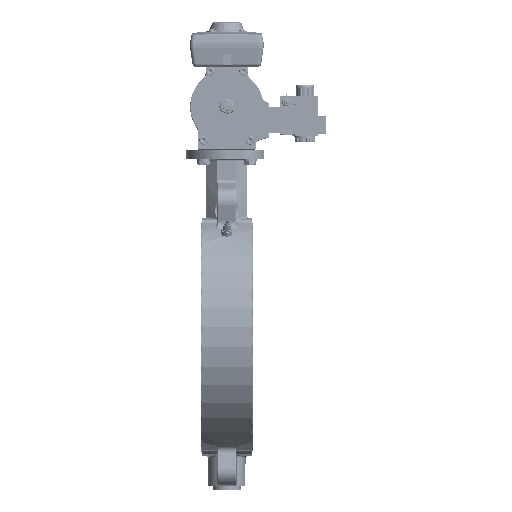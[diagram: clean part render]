
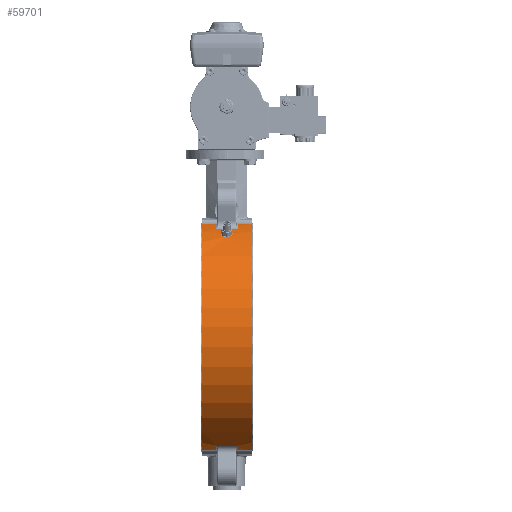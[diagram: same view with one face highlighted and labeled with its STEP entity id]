
A CAD part, left-side view. The second image highlights one B-rep face of the part: STEP entity #59701.
In plain terms, the highlighted cylindrical face has radius 185 mm (diameter 370 mm), a partial arc.
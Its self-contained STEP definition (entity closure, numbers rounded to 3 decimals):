
#59535=CARTESIAN_POINT('',(-92.5,9.,160.215));
#59536=VERTEX_POINT('',#59535);
#59537=CARTESIAN_POINT('',(-92.5,-9.,160.215));
#59538=VERTEX_POINT('',#59537);
#59539=CARTESIAN_POINT('',(-92.5,9.,160.215));
#59540=CARTESIAN_POINT('',(-91.521,9.,160.78));
#59541=CARTESIAN_POINT('',(-90.471,8.774,161.373));
#59542=CARTESIAN_POINT('',(-88.531,7.856,162.446));
#59543=CARTESIAN_POINT('',(-87.64,7.163,162.926));
#59544=CARTESIAN_POINT('',(-86.228,5.565,163.678));
#59545=CARTESIAN_POINT('',(-85.614,4.553,163.998));
#59546=CARTESIAN_POINT('',(-84.798,2.336,164.422));
#59547=CARTESIAN_POINT('',(-84.596,1.13,164.525));
#59548=CARTESIAN_POINT('',(-84.596,0.,164.525));
#59549=CARTESIAN_POINT('',(-84.596,-1.13,164.525));
#59550=CARTESIAN_POINT('',(-84.798,-2.336,164.422));
#59551=CARTESIAN_POINT('',(-85.614,-4.553,163.998));
#59552=CARTESIAN_POINT('',(-86.228,-5.565,163.678));
#59553=CARTESIAN_POINT('',(-87.64,-7.163,162.926));
#59554=CARTESIAN_POINT('',(-88.531,-7.856,162.446));
#59555=CARTESIAN_POINT('',(-90.471,-8.774,161.373));
#59556=CARTESIAN_POINT('',(-91.521,-9.,160.78));
#59557=CARTESIAN_POINT('',(-92.5,-9.,160.215));
#59558=B_SPLINE_CURVE_WITH_KNOTS('',3,(#59539,#59540,#59541,#59542,#59543,#59544,#59545,#59546,#59547,#59548,#59549,#59550,#59551,#59552,#59553,#59554,#59555,#59556,#59557),.UNSPECIFIED.,.F.,.U.,(4,2,2,2,3,2,2,2,4),(4.069,4.408,4.747,5.086,5.425,5.764,6.103,6.442,6.782),.UNSPECIFIED.);
#59559=EDGE_CURVE('',#59536,#59538,#59558,.T.);
#59561=CARTESIAN_POINT('',(-92.5,-9.,160.215));
#59562=CARTESIAN_POINT('',(-93.479,-9.,159.65));
#59563=CARTESIAN_POINT('',(-94.517,-8.774,159.037));
#59564=CARTESIAN_POINT('',(-96.417,-7.856,157.893));
#59565=CARTESIAN_POINT('',(-97.278,-7.163,157.361));
#59566=CARTESIAN_POINT('',(-98.635,-5.565,156.515));
#59567=CARTESIAN_POINT('',(-99.22,-4.553,156.143));
#59568=CARTESIAN_POINT('',(-99.995,-2.336,155.648));
#59569=CARTESIAN_POINT('',(-100.185,-1.13,155.525));
#59570=CARTESIAN_POINT('',(-100.185,1.13,155.525));
#59571=CARTESIAN_POINT('',(-99.995,2.336,155.648));
#59572=CARTESIAN_POINT('',(-99.22,4.553,156.143));
#59573=CARTESIAN_POINT('',(-98.635,5.565,156.515));
#59574=CARTESIAN_POINT('',(-97.278,7.163,157.361));
#59575=CARTESIAN_POINT('',(-96.417,7.856,157.893));
#59576=CARTESIAN_POINT('',(-94.517,8.774,159.037));
#59577=CARTESIAN_POINT('',(-93.479,9.,159.65));
#59578=CARTESIAN_POINT('',(-92.5,9.,160.215));
#59579=B_SPLINE_CURVE_WITH_KNOTS('',3,(#59561,#59562,#59563,#59564,#59565,#59566,#59567,#59568,#59569,#59570,#59571,#59572,#59573,#59574,#59575,#59576,#59577,#59578),.UNSPECIFIED.,.F.,.U.,(4,2,2,2,2,2,2,2,4),(1.356,1.695,2.034,2.374,2.713,3.052,3.391,3.73,4.069),.UNSPECIFIED.);
#59580=EDGE_CURVE('',#59538,#59536,#59579,.T.);
#59588=CARTESIAN_POINT('',(0.,20.25,0.));
#59589=DIRECTION('',(0.,-1.0,0.));
#59590=DIRECTION('',(1.0,0.0,0.0));
#59591=AXIS2_PLACEMENT_3D('',#59588,#59589,#59590);
#59592=CYLINDRICAL_SURFACE('',#59591,185.0);
#59593=CARTESIAN_POINT('',(-58.218,39.,175.601));
#59594=VERTEX_POINT('',#59593);
#59595=CARTESIAN_POINT('',(-58.218,39.,-175.601));
#59596=VERTEX_POINT('',#59595);
#59597=CARTESIAN_POINT('',(0.,39.,0.));
#59598=DIRECTION('',(0.0,-1.0,0.0));
#59599=DIRECTION('',(1.0,0.0,0.0));
#59600=AXIS2_PLACEMENT_3D('',#59597,#59598,#59599);
#59601=CIRCLE('',#59600,185.0);
#59602=EDGE_CURVE('',#59594,#59596,#59601,.T.);
#59603=ORIENTED_EDGE('',*,*,#59602,.T.);
#59604=CARTESIAN_POINT('',(-58.218,17.,-175.601));
#59605=VERTEX_POINT('',#59604);
#59606=CARTESIAN_POINT('',(-58.218,39.,-175.601));
#59607=DIRECTION('',(0.0,-1.0,0.0));
#59608=VECTOR('',#59607,22.);
#59609=LINE('',#59606,#59608);
#59610=EDGE_CURVE('',#59596,#59605,#59609,.T.);
#59611=ORIENTED_EDGE('',*,*,#59610,.T.);
#59612=CARTESIAN_POINT('',(-77.432,17.,-168.016));
#59613=VERTEX_POINT('',#59612);
#59614=CARTESIAN_POINT('',(0.,17.0,0.));
#59615=DIRECTION('',(0.0,-1.0,0.0));
#59616=DIRECTION('',(1.0,0.0,0.0));
#59617=AXIS2_PLACEMENT_3D('',#59614,#59615,#59616);
#59618=CIRCLE('',#59617,185.0);
#59619=EDGE_CURVE('',#59613,#59605,#59618,.T.);
#59620=ORIENTED_EDGE('',*,*,#59619,.F.);
#59621=CARTESIAN_POINT('',(-77.432,-17.,-168.016));
#59622=VERTEX_POINT('',#59621);
#59623=CARTESIAN_POINT('',(-77.432,-17.,-168.016));
#59624=DIRECTION('',(0.0,1.0,0.0));
#59625=VECTOR('',#59624,34.0);
#59626=LINE('',#59623,#59625);
#59627=EDGE_CURVE('',#59622,#59613,#59626,.T.);
#59628=ORIENTED_EDGE('',*,*,#59627,.F.);
#59629=CARTESIAN_POINT('',(-58.218,-17.,-175.601));
#59630=VERTEX_POINT('',#59629);
#59631=CARTESIAN_POINT('',(0.,-17.,0.));
#59632=DIRECTION('',(0.0,-1.0,0.0));
#59633=DIRECTION('',(1.0,0.0,0.0));
#59634=AXIS2_PLACEMENT_3D('',#59631,#59632,#59633);
#59635=CIRCLE('',#59634,185.0);
#59636=EDGE_CURVE('',#59622,#59630,#59635,.T.);
#59637=ORIENTED_EDGE('',*,*,#59636,.T.);
#59638=CARTESIAN_POINT('',(-58.218,-39.,-175.601));
#59639=VERTEX_POINT('',#59638);
#59640=CARTESIAN_POINT('',(-58.218,-17.,-175.601));
#59641=DIRECTION('',(0.0,-1.0,0.0));
#59642=VECTOR('',#59641,22.);
#59643=LINE('',#59640,#59642);
#59644=EDGE_CURVE('',#59630,#59639,#59643,.T.);
#59645=ORIENTED_EDGE('',*,*,#59644,.T.);
#59646=CARTESIAN_POINT('',(-58.218,-39.,175.601));
#59647=VERTEX_POINT('',#59646);
#59648=CARTESIAN_POINT('',(0.,-39.,0.));
#59649=DIRECTION('',(0.0,1.0,0.0));
#59650=DIRECTION('',(1.0,0.0,0.0));
#59651=AXIS2_PLACEMENT_3D('',#59648,#59649,#59650);
#59652=CIRCLE('',#59651,185.0);
#59653=EDGE_CURVE('',#59639,#59647,#59652,.T.);
#59654=ORIENTED_EDGE('',*,*,#59653,.T.);
#59655=CARTESIAN_POINT('',(-58.218,-17.0,175.601));
#59656=VERTEX_POINT('',#59655);
#59657=CARTESIAN_POINT('',(-58.218,-39.,175.601));
#59658=DIRECTION('',(0.0,1.0,0.0));
#59659=VECTOR('',#59658,22.);
#59660=LINE('',#59657,#59659);
#59661=EDGE_CURVE('',#59647,#59656,#59660,.T.);
#59662=ORIENTED_EDGE('',*,*,#59661,.T.);
#59663=CARTESIAN_POINT('',(-77.432,-17.,168.016));
#59664=VERTEX_POINT('',#59663);
#59665=CARTESIAN_POINT('',(0.,-17.,0.));
#59666=DIRECTION('',(0.0,-1.0,0.0));
#59667=DIRECTION('',(1.0,0.0,0.0));
#59668=AXIS2_PLACEMENT_3D('',#59665,#59666,#59667);
#59669=CIRCLE('',#59668,185.0);
#59670=EDGE_CURVE('',#59656,#59664,#59669,.T.);
#59671=ORIENTED_EDGE('',*,*,#59670,.T.);
#59672=CARTESIAN_POINT('',(-77.432,17.,168.016));
#59673=VERTEX_POINT('',#59672);
#59674=CARTESIAN_POINT('',(-77.432,17.,168.016));
#59675=DIRECTION('',(0.0,-1.0,0.0));
#59676=VECTOR('',#59675,34.0);
#59677=LINE('',#59674,#59676);
#59678=EDGE_CURVE('',#59673,#59664,#59677,.T.);
#59679=ORIENTED_EDGE('',*,*,#59678,.F.);
#59680=CARTESIAN_POINT('',(-58.218,17.,175.601));
#59681=VERTEX_POINT('',#59680);
#59682=CARTESIAN_POINT('',(0.,17.0,0.));
#59683=DIRECTION('',(0.0,-1.0,0.0));
#59684=DIRECTION('',(1.0,0.0,0.0));
#59685=AXIS2_PLACEMENT_3D('',#59682,#59683,#59684);
#59686=CIRCLE('',#59685,185.0);
#59687=EDGE_CURVE('',#59681,#59673,#59686,.T.);
#59688=ORIENTED_EDGE('',*,*,#59687,.F.);
#59689=CARTESIAN_POINT('',(-58.218,17.,175.601));
#59690=DIRECTION('',(0.0,1.0,0.0));
#59691=VECTOR('',#59690,22.);
#59692=LINE('',#59689,#59691);
#59693=EDGE_CURVE('',#59681,#59594,#59692,.T.);
#59694=ORIENTED_EDGE('',*,*,#59693,.T.);
#59695=EDGE_LOOP('',(#59603,#59611,#59620,#59628,#59637,#59645,#59654,#59662,#59671,#59679,#59688,#59694));
#59696=FACE_OUTER_BOUND('',#59695,.T.);
#59697=ORIENTED_EDGE('',*,*,#59580,.T.);
#59698=ORIENTED_EDGE('',*,*,#59559,.T.);
#59699=EDGE_LOOP('',(#59697,#59698));
#59700=FACE_BOUND('',#59699,.T.);
#59701=ADVANCED_FACE('',(#59696,#59700),#59592,.T.);
